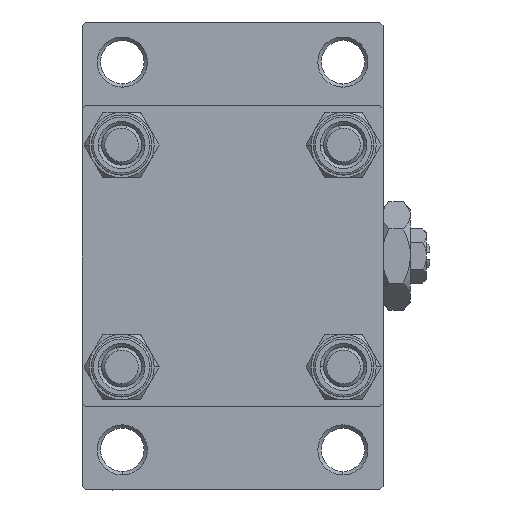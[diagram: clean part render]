
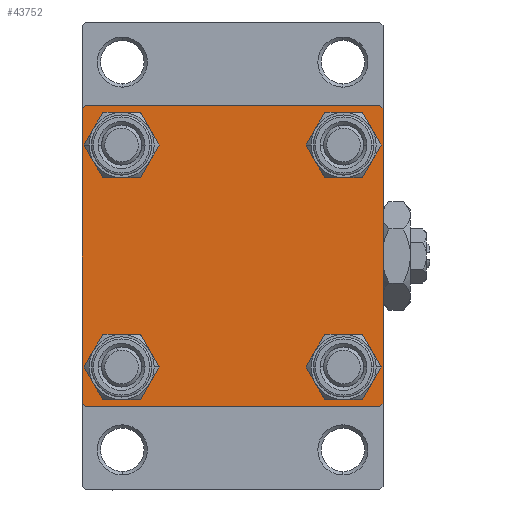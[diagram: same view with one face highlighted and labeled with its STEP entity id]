
A CAD part, left-side view. The second image highlights one B-rep face of the part: STEP entity #43752.
In plain terms, the highlighted planar face has unit normal (-1, 0, 0).
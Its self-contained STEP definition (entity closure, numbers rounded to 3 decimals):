
#182 = CIRCLE ( 'NONE', #4140, 3.5 ) ;
#262 = ORIENTED_EDGE ( 'NONE', *, *, #45089, .F. ) ;
#340 = EDGE_CURVE ( 'NONE', #12907, #33927, #43841, .T. ) ;
#586 = ORIENTED_EDGE ( 'NONE', *, *, #31525, .T. ) ;
#1461 = VERTEX_POINT ( 'NONE', #21494 ) ;
#1498 = DIRECTION ( 'NONE',  ( 0., -1., 0. ) ) ;
#1898 = CARTESIAN_POINT ( 'NONE',  ( 0., 22.25, -22.25 ) ) ;
#1901 = ORIENTED_EDGE ( 'NONE', *, *, #22953, .T. ) ;
#2010 = DIRECTION ( 'NONE',  ( 0., -0.707, 0.707 ) ) ;
#2457 = VERTEX_POINT ( 'NONE', #15003 ) ;
#2970 = CARTESIAN_POINT ( 'NONE',  ( 0., 16.6, -16.6 ) ) ;
#3085 = VERTEX_POINT ( 'NONE', #6989 ) ;
#3100 = CARTESIAN_POINT ( 'NONE',  ( 0., -16.6, 16.6 ) ) ;
#4034 = VERTEX_POINT ( 'NONE', #38423 ) ;
#4140 = AXIS2_PLACEMENT_3D ( 'NONE', #14593, #10151, #10388 ) ;
#4735 = CIRCLE ( 'NONE', #43322, 3.5 ) ;
#5370 = DIRECTION ( 'NONE',  ( 0., 0., 1. ) ) ;
#5921 = VERTEX_POINT ( 'NONE', #33790 ) ;
#6095 = CARTESIAN_POINT ( 'NONE',  ( 0., -22.5, 22.5 ) ) ;
#6198 = CARTESIAN_POINT ( 'NONE',  ( 0., -16.6, -13.1 ) ) ;
#6351 = CARTESIAN_POINT ( 'NONE',  ( 0., -16.6, 16.6 ) ) ;
#6920 = DIRECTION ( 'NONE',  ( 1., 0., 0. ) ) ;
#6989 = CARTESIAN_POINT ( 'NONE',  ( 0., -16.6, 13.1 ) ) ;
#7582 = VERTEX_POINT ( 'NONE', #18856 ) ;
#7710 = CARTESIAN_POINT ( 'NONE',  ( 0., 22.5, -22. ) ) ;
#7743 = FACE_BOUND ( 'NONE', #8125, .T. ) ;
#8114 = CARTESIAN_POINT ( 'NONE',  ( 0., 22.25, 22.25 ) ) ;
#8125 = EDGE_LOOP ( 'NONE', ( #16051, #16094 ) ) ;
#8409 = VECTOR ( 'NONE', #28090, 1000. ) ;
#8819 = CARTESIAN_POINT ( 'NONE',  ( 0., -22.5, 22. ) ) ;
#9127 = EDGE_CURVE ( 'NONE', #36054, #33275, #17960, .T. ) ;
#9404 = LINE ( 'NONE', #24466, #13691 ) ;
#10151 = DIRECTION ( 'NONE',  ( 1., 0., 0. ) ) ;
#10388 = DIRECTION ( 'NONE',  ( 0., 0., 1. ) ) ;
#10538 = CIRCLE ( 'NONE', #24762, 3.5 ) ;
#10900 = EDGE_CURVE ( 'NONE', #24684, #21580, #32633, .T. ) ;
#10972 = VECTOR ( 'NONE', #48571, 1000. ) ;
#11676 = CIRCLE ( 'NONE', #40843, 3.5 ) ;
#11692 = PLANE ( 'NONE',  #34053 ) ;
#11741 = DIRECTION ( 'NONE',  ( 0., 0., 1. ) ) ;
#11936 = VERTEX_POINT ( 'NONE', #39454 ) ;
#12174 = VECTOR ( 'NONE', #37016, 1000. ) ;
#12432 = DIRECTION ( 'NONE',  ( 0., 0., 1. ) ) ;
#12907 = VERTEX_POINT ( 'NONE', #8819 ) ;
#13024 = LINE ( 'NONE', #6095, #8409 ) ;
#13034 = DIRECTION ( 'NONE',  ( 0., 0., 1. ) ) ;
#13408 = ORIENTED_EDGE ( 'NONE', *, *, #9127, .T. ) ;
#13691 = VECTOR ( 'NONE', #1498, 1000. ) ;
#14544 = CARTESIAN_POINT ( 'NONE',  ( 0., 22.5, 22.5 ) ) ;
#14593 = CARTESIAN_POINT ( 'NONE',  ( 0., 16.6, 16.6 ) ) ;
#15003 = CARTESIAN_POINT ( 'NONE',  ( 0., 22.5, 22. ) ) ;
#15152 = CARTESIAN_POINT ( 'NONE',  ( 0., -22., -22.5 ) ) ;
#16051 = ORIENTED_EDGE ( 'NONE', *, *, #46317, .T. ) ;
#16094 = ORIENTED_EDGE ( 'NONE', *, *, #38052, .T. ) ;
#17716 = DIRECTION ( 'NONE',  ( 0., -0.707, -0.707 ) ) ;
#17756 = ORIENTED_EDGE ( 'NONE', *, *, #46434, .T. ) ;
#17960 = LINE ( 'NONE', #1898, #45461 ) ;
#17991 = DIRECTION ( 'NONE',  ( 0., 0., 1. ) ) ;
#18287 = DIRECTION ( 'NONE',  ( 0., -1., 0. ) ) ;
#18856 = CARTESIAN_POINT ( 'NONE',  ( 0., 22., 22.5 ) ) ;
#18942 = CARTESIAN_POINT ( 'NONE',  ( 0., 16.6, 20.1 ) ) ;
#19291 = CARTESIAN_POINT ( 'NONE',  ( 0., 22., -22.5 ) ) ;
#19339 = AXIS2_PLACEMENT_3D ( 'NONE', #27847, #27118, #5370 ) ;
#19474 = AXIS2_PLACEMENT_3D ( 'NONE', #26564, #45271, #11741 ) ;
#19853 = FACE_OUTER_BOUND ( 'NONE', #28840, .T. ) ;
#20370 = EDGE_LOOP ( 'NONE', ( #37017, #21308 ) ) ;
#21293 = CARTESIAN_POINT ( 'NONE',  ( 0., -22.25, -22.25 ) ) ;
#21308 = ORIENTED_EDGE ( 'NONE', *, *, #25415, .T. ) ;
#21494 = CARTESIAN_POINT ( 'NONE',  ( 0., 16.6, -13.1 ) ) ;
#21580 = VERTEX_POINT ( 'NONE', #31743 ) ;
#21664 = DIRECTION ( 'NONE',  ( 1., 0., 0. ) ) ;
#21717 = VECTOR ( 'NONE', #39665, 1000. ) ;
#22003 = DIRECTION ( 'NONE',  ( 0., 0., 1. ) ) ;
#22123 = DIRECTION ( 'NONE',  ( 1., 0., 0. ) ) ;
#22179 = EDGE_CURVE ( 'NONE', #3085, #33208, #10538, .T. ) ;
#22283 = CIRCLE ( 'NONE', #37247, 3.5 ) ;
#22514 = CARTESIAN_POINT ( 'NONE',  ( 0., -16.6, 20.1 ) ) ;
#22815 = FACE_BOUND ( 'NONE', #29150, .T. ) ;
#22953 = EDGE_CURVE ( 'NONE', #2457, #36054, #37492, .T. ) ;
#23437 = DIRECTION ( 'NONE',  ( 0., 0., 1. ) ) ;
#24466 = CARTESIAN_POINT ( 'NONE',  ( 0., 22.5, 22.5 ) ) ;
#24684 = VERTEX_POINT ( 'NONE', #15152 ) ;
#24762 = AXIS2_PLACEMENT_3D ( 'NONE', #6351, #21664, #13034 ) ;
#25205 = LINE ( 'NONE', #44887, #48810 ) ;
#25266 = ORIENTED_EDGE ( 'NONE', *, *, #28505, .F. ) ;
#25415 = EDGE_CURVE ( 'NONE', #5921, #46804, #40634, .T. ) ;
#25569 = ORIENTED_EDGE ( 'NONE', *, *, #37937, .T. ) ;
#25576 = DIRECTION ( 'NONE',  ( 0., 0., 1. ) ) ;
#26564 = CARTESIAN_POINT ( 'NONE',  ( 0., -16.6, -16.6 ) ) ;
#27118 = DIRECTION ( 'NONE',  ( 1., 0., 0. ) ) ;
#27253 = FACE_BOUND ( 'NONE', #20370, .T. ) ;
#27799 = EDGE_CURVE ( 'NONE', #46804, #5921, #32876, .T. ) ;
#27847 = CARTESIAN_POINT ( 'NONE',  ( 0., -16.6, -16.6 ) ) ;
#28090 = DIRECTION ( 'NONE',  ( 0., 0., -1. ) ) ;
#28222 = CARTESIAN_POINT ( 'NONE',  ( 0., -22., 22.5 ) ) ;
#28505 = EDGE_CURVE ( 'NONE', #12907, #21580, #13024, .T. ) ;
#28840 = EDGE_LOOP ( 'NONE', ( #1901, #13408, #47159, #39553, #25266, #46859, #262, #25569 ) ) ;
#29150 = EDGE_LOOP ( 'NONE', ( #47818, #17756 ) ) ;
#30947 = AXIS2_PLACEMENT_3D ( 'NONE', #2970, #6920, #22003 ) ;
#31202 = DIRECTION ( 'NONE',  ( -1., 0., 0. ) ) ;
#31525 = EDGE_CURVE ( 'NONE', #33208, #3085, #11676, .T. ) ;
#31743 = CARTESIAN_POINT ( 'NONE',  ( 0., -22.5, -22. ) ) ;
#32633 = LINE ( 'NONE', #21293, #46279 ) ;
#32776 = EDGE_LOOP ( 'NONE', ( #586, #47360 ) ) ;
#32876 = CIRCLE ( 'NONE', #19474, 3.5 ) ;
#33208 = VERTEX_POINT ( 'NONE', #22514 ) ;
#33275 = VERTEX_POINT ( 'NONE', #19291 ) ;
#33790 = CARTESIAN_POINT ( 'NONE',  ( 0., -16.6, -20.1 ) ) ;
#33927 = VERTEX_POINT ( 'NONE', #28222 ) ;
#34053 = AXIS2_PLACEMENT_3D ( 'NONE', #34657, #31202, #12432 ) ;
#34657 = CARTESIAN_POINT ( 'NONE',  ( 0., 0., 0. ) ) ;
#35262 = CARTESIAN_POINT ( 'NONE',  ( 0., 16.6, -16.6 ) ) ;
#36054 = VERTEX_POINT ( 'NONE', #7710 ) ;
#36986 = DIRECTION ( 'NONE',  ( 1., 0., 0. ) ) ;
#37016 = DIRECTION ( 'NONE',  ( 0., 0., -1. ) ) ;
#37017 = ORIENTED_EDGE ( 'NONE', *, *, #27799, .T. ) ;
#37247 = AXIS2_PLACEMENT_3D ( 'NONE', #39940, #36986, #17991 ) ;
#37492 = LINE ( 'NONE', #14544, #12174 ) ;
#37507 = LINE ( 'NONE', #8114, #10972 ) ;
#37937 = EDGE_CURVE ( 'NONE', #7582, #2457, #37507, .T. ) ;
#38052 = EDGE_CURVE ( 'NONE', #11936, #1461, #4735, .T. ) ;
#38423 = CARTESIAN_POINT ( 'NONE',  ( 0., 16.6, 13.1 ) ) ;
#38676 = EDGE_CURVE ( 'NONE', #33275, #24684, #25205, .T. ) ;
#39186 = DIRECTION ( 'NONE',  ( 1., 0., 0. ) ) ;
#39454 = CARTESIAN_POINT ( 'NONE',  ( 0., 16.6, -20.1 ) ) ;
#39553 = ORIENTED_EDGE ( 'NONE', *, *, #10900, .T. ) ;
#39665 = DIRECTION ( 'NONE',  ( 0., 0.707, 0.707 ) ) ;
#39940 = CARTESIAN_POINT ( 'NONE',  ( 0., 16.6, 16.6 ) ) ;
#40398 = CARTESIAN_POINT ( 'NONE',  ( 0., -22.25, 22.25 ) ) ;
#40634 = CIRCLE ( 'NONE', #19339, 3.5 ) ;
#40843 = AXIS2_PLACEMENT_3D ( 'NONE', #3100, #22123, #25576 ) ;
#41977 = CIRCLE ( 'NONE', #30947, 3.5 ) ;
#43322 = AXIS2_PLACEMENT_3D ( 'NONE', #35262, #39186, #23437 ) ;
#43752 = ADVANCED_FACE ( 'NONE', ( #45460, #27253, #7743, #22815, #19853 ), #11692, .T. ) ;
#43841 = LINE ( 'NONE', #40398, #21717 ) ;
#44887 = CARTESIAN_POINT ( 'NONE',  ( 0., 22.5, -22.5 ) ) ;
#45089 = EDGE_CURVE ( 'NONE', #7582, #33927, #9404, .T. ) ;
#45271 = DIRECTION ( 'NONE',  ( 1., 0., 0. ) ) ;
#45460 = FACE_BOUND ( 'NONE', #32776, .T. ) ;
#45461 = VECTOR ( 'NONE', #17716, 1000. ) ;
#45842 = VERTEX_POINT ( 'NONE', #18942 ) ;
#46279 = VECTOR ( 'NONE', #2010, 1000. ) ;
#46317 = EDGE_CURVE ( 'NONE', #1461, #11936, #41977, .T. ) ;
#46434 = EDGE_CURVE ( 'NONE', #4034, #45842, #22283, .T. ) ;
#46804 = VERTEX_POINT ( 'NONE', #6198 ) ;
#46859 = ORIENTED_EDGE ( 'NONE', *, *, #340, .T. ) ;
#46916 = EDGE_CURVE ( 'NONE', #45842, #4034, #182, .T. ) ;
#47159 = ORIENTED_EDGE ( 'NONE', *, *, #38676, .T. ) ;
#47360 = ORIENTED_EDGE ( 'NONE', *, *, #22179, .T. ) ;
#47818 = ORIENTED_EDGE ( 'NONE', *, *, #46916, .T. ) ;
#48571 = DIRECTION ( 'NONE',  ( 0., 0.707, -0.707 ) ) ;
#48810 = VECTOR ( 'NONE', #18287, 1000. ) ;
